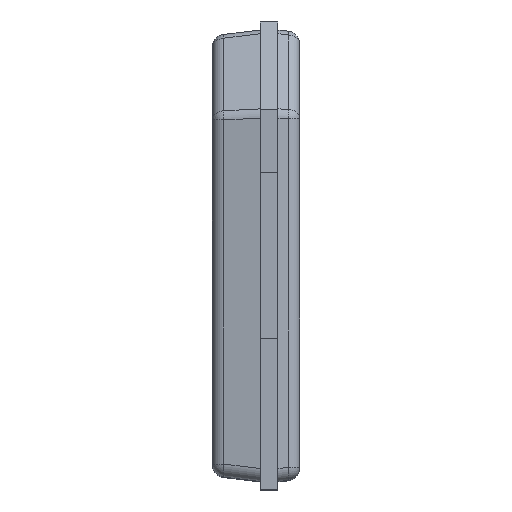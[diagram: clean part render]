
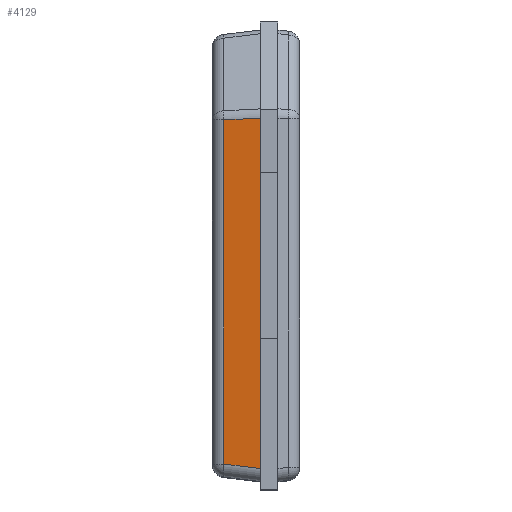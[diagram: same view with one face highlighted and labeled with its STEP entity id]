
A CAD part, top view. The second image highlights one B-rep face of the part: STEP entity #4129.
In plain terms, the highlighted planar face has unit normal (-0.122, 0, 0.993).
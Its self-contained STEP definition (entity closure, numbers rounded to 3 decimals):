
#164=PLANE('',#4434);
#359=FACE_OUTER_BOUND('',#608,.T.);
#608=EDGE_LOOP('',(#3087,#3088,#3089,#3090));
#908=LINE('',#6072,#1375);
#911=LINE('',#6076,#1378);
#913=LINE('',#6082,#1380);
#916=LINE('',#6088,#1383);
#1375=VECTOR('',#4940,1.);
#1378=VECTOR('',#4945,1.);
#1380=VECTOR('',#4951,1.);
#1383=VECTOR('',#4960,1.);
#1901=VERTEX_POINT('',#6007);
#1903=VERTEX_POINT('',#6012);
#1921=VERTEX_POINT('',#6070);
#1922=VERTEX_POINT('',#6078);
#2357=EDGE_CURVE('',#1921,#1903,#908,.T.);
#2360=EDGE_CURVE('',#1903,#1901,#911,.T.);
#2363=EDGE_CURVE('',#1901,#1922,#913,.T.);
#2366=EDGE_CURVE('',#1922,#1921,#916,.T.);
#3087=ORIENTED_EDGE('',*,*,#2363,.F.);
#3088=ORIENTED_EDGE('',*,*,#2360,.F.);
#3089=ORIENTED_EDGE('',*,*,#2357,.F.);
#3090=ORIENTED_EDGE('',*,*,#2366,.F.);
#4129=ADVANCED_FACE('',(#359),#164,.T.);
#4434=AXIS2_PLACEMENT_3D('',#6087,#4958,#4959);
#4940=DIRECTION('',(-0.985,0.121,-0.121));
#4945=DIRECTION('',(0.,1.,0.));
#4951=DIRECTION('',(0.991,0.05,0.122));
#4958=DIRECTION('center_axis',(-0.122,0.,
0.993));
#4959=DIRECTION('ref_axis',(0.,1.,0.));
#4960=DIRECTION('',(0.,-1.,0.));
#6007=CARTESIAN_POINT('',(-0.518,1.55,4.389));
#6012=CARTESIAN_POINT('',(-0.518,-2.38,4.389));
#6070=CARTESIAN_POINT('',(-0.1,-2.431,4.44));
#6072=CARTESIAN_POINT('',(-0.333,-2.402,4.411));
#6076=CARTESIAN_POINT('',(-0.518,0.768,4.389));
#6078=CARTESIAN_POINT('',(-0.1,1.571,4.44));
#6082=CARTESIAN_POINT('',(-0.13,1.57,4.436));
#6087=CARTESIAN_POINT('Origin',(-0.1,1.633,4.44));
#6088=CARTESIAN_POINT('',(-0.1,1.633,4.44));
